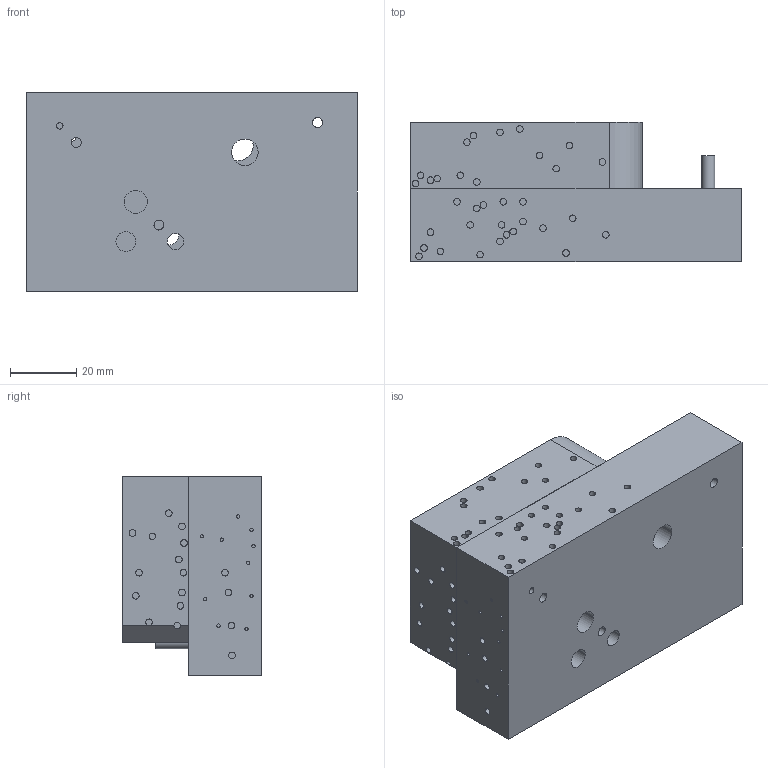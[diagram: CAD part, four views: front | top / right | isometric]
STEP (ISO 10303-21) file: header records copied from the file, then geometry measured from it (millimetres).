
FILE_DESCRIPTION((''),'2;1');
FILE_NAME('HOLES_MATCH_ASM','2018-08-24T11:51:14',('Chang'),(''),'CREO PARAMETRIC BY PTC INC, 2017380','CREO PARAMETRIC BY PTC INC, 2017380','');
FILE_SCHEMA(('CONFIG_CONTROL_DESIGN'));
Length unit declared in the file: millimetre
Products named in the file (3): HOLES_MATCH_TOP; HOLES_MATCH_BASE; HOLES_MATCH_ASM
Assembly tree (2 placements, depth 2):
  HOLES_MATCH_ASM
    HOLES_MATCH_TOP
    HOLES_MATCH_BASE
Bounding box: 100 x 42 x 60 mm (x, y, z)
Volume: 193861.8 mm3; surface area: 36915.2 mm2
Topology: 2 solids, 2 shells, 280 faces, 591 edges, 392 vertices
Faces by surface type: cylinder 184, plane 92, cone 2, torus 2
Entity records: 7844 total; most frequent: DIRECTION 1533, CARTESIAN_POINT 1279, ORIENTED_EDGE 1182, AXIS2_PLACEMENT_3D 659, EDGE_CURVE 591, VERTEX_POINT 392, EDGE_LOOP 381, CIRCLE 374
